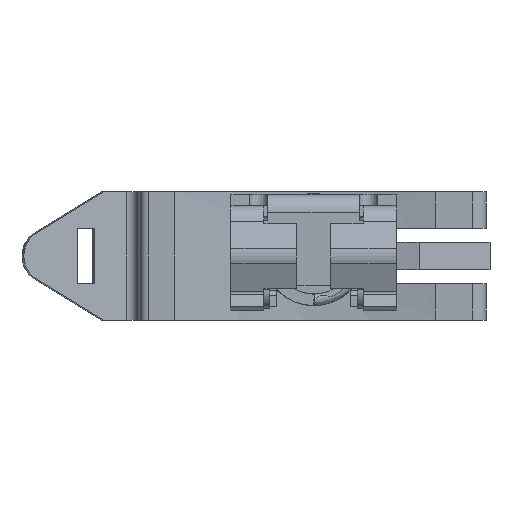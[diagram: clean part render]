
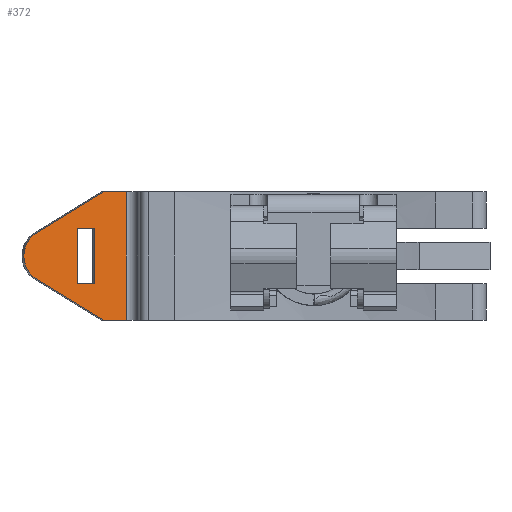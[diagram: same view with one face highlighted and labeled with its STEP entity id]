
A CAD part, front view. The second image highlights one B-rep face of the part: STEP entity #372.
In plain terms, the highlighted planar face has unit normal (0.257, -0.966, 0).
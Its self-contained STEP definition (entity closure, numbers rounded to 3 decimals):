
#106=FACE_BOUND('',#916,.T.);
#107=FACE_BOUND('',#917,.T.);
#189=CIRCLE('',#4374,2.908);
#200=CIRCLE('',#4396,2.908);
#372=ADVANCED_FACE('',(#106,#107),#579,.F.);
#579=PLANE('',#4397);
#916=EDGE_LOOP('',(#1918,#1919,#1920,#1921));
#917=EDGE_LOOP('',(#1922,#1923,#1924,#1925,#1926,#1927,#1928));
#1164=LINE('',#13492,#1515);
#1165=LINE('',#13495,#1516);
#1166=LINE('',#13497,#1517);
#1167=LINE('',#13499,#1518);
#1168=LINE('',#13500,#1519);
#1169=LINE('',#13504,#1520);
#1170=LINE('',#13506,#1521);
#1171=LINE('',#13508,#1522);
#1172=LINE('',#13510,#1523);
#1515=VECTOR('',#4785,1.);
#1516=VECTOR('',#4786,1.);
#1517=VECTOR('',#4787,1.);
#1518=VECTOR('',#4788,1.);
#1519=VECTOR('',#4789,1.);
#1520=VECTOR('',#4792,1.);
#1521=VECTOR('',#4793,1.);
#1522=VECTOR('',#4794,1.);
#1523=VECTOR('',#4795,1.);
#1918=ORIENTED_EDGE('',*,*,#3635,.T.);
#1919=ORIENTED_EDGE('',*,*,#3636,.T.);
#1920=ORIENTED_EDGE('',*,*,#3637,.T.);
#1921=ORIENTED_EDGE('',*,*,#3638,.T.);
#1922=ORIENTED_EDGE('',*,*,#3639,.F.);
#1923=ORIENTED_EDGE('',*,*,#3640,.F.);
#1924=ORIENTED_EDGE('',*,*,#3591,.F.);
#1925=ORIENTED_EDGE('',*,*,#3641,.F.);
#1926=ORIENTED_EDGE('',*,*,#3642,.T.);
#1927=ORIENTED_EDGE('',*,*,#3643,.F.);
#1928=ORIENTED_EDGE('',*,*,#3644,.F.);
#3159=VERTEX_POINT('',#13401);
#3160=VERTEX_POINT('',#13402);
#3196=VERTEX_POINT('',#13493);
#3197=VERTEX_POINT('',#13494);
#3198=VERTEX_POINT('',#13496);
#3199=VERTEX_POINT('',#13498);
#3200=VERTEX_POINT('',#13501);
#3201=VERTEX_POINT('',#13502);
#3202=VERTEX_POINT('',#13505);
#3203=VERTEX_POINT('',#13507);
#3204=VERTEX_POINT('',#13509);
#3591=EDGE_CURVE('',#3159,#3160,#189,.T.);
#3635=EDGE_CURVE('',#3196,#3197,#1164,.T.);
#3636=EDGE_CURVE('',#3197,#3198,#1165,.T.);
#3637=EDGE_CURVE('',#3198,#3199,#1166,.T.);
#3638=EDGE_CURVE('',#3199,#3196,#1167,.T.);
#3639=EDGE_CURVE('',#3200,#3201,#1168,.T.);
#3640=EDGE_CURVE('',#3160,#3200,#200,.T.);
#3641=EDGE_CURVE('',#3202,#3159,#1169,.T.);
#3642=EDGE_CURVE('',#3202,#3203,#1170,.T.);
#3643=EDGE_CURVE('',#3204,#3203,#1171,.T.);
#3644=EDGE_CURVE('',#3201,#3204,#1172,.T.);
#4374=AXIS2_PLACEMENT_3D('',#13400,#4708,#4709);
#4396=AXIS2_PLACEMENT_3D('',#13503,#4790,#4791);
#4397=AXIS2_PLACEMENT_3D('',#13511,#4796,#4797);
#4708=DIRECTION('',(-0.257,0.966,0.));
#4709=DIRECTION('',(-0.966,-0.257,0.));
#4785=DIRECTION('',(-0.966,-0.257,0.));
#4786=DIRECTION('',(0.,0.,1.));
#4787=DIRECTION('',(0.966,0.257,0.));
#4788=DIRECTION('',(0.,0.,-1.));
#4789=DIRECTION('',(0.831,0.221,0.511));
#4790=DIRECTION('',(-0.257,0.966,0.));
#4791=DIRECTION('',(-0.966,-0.257,0.));
#4792=DIRECTION('',(-0.831,-0.221,0.511));
#4793=DIRECTION('',(0.966,0.257,0.));
#4794=DIRECTION('',(0.,0.,-1.));
#4795=DIRECTION('',(0.966,0.257,0.));
#4796=DIRECTION('',(-0.257,0.966,0.));
#4797=DIRECTION('',(-0.966,-0.257,0.));
#13400=CARTESIAN_POINT('',(-72.487,-8.599,58.682));
#13401=CARTESIAN_POINT('',(-73.922,-8.981,56.182));
#13402=CARTESIAN_POINT('',(-75.297,-9.347,58.682));
#13492=CARTESIAN_POINT('',(-64.154,-6.381,55.682));
#13493=CARTESIAN_POINT('',(-67.566,-7.289,55.682));
#13494=CARTESIAN_POINT('',(-69.499,-7.804,55.682));
#13495=CARTESIAN_POINT('',(-69.499,-7.804,65.682));
#13496=CARTESIAN_POINT('',(-69.499,-7.804,61.682));
#13497=CARTESIAN_POINT('',(-64.154,-6.381,61.682));
#13498=CARTESIAN_POINT('',(-67.566,-7.289,61.682));
#13499=CARTESIAN_POINT('',(-67.566,-7.289,65.682));
#13500=CARTESIAN_POINT('',(-64.792,-6.55,66.793));
#13501=CARTESIAN_POINT('',(-73.922,-8.981,61.182));
#13502=CARTESIAN_POINT('',(-66.6,-7.032,65.682));
#13503=CARTESIAN_POINT('',(-72.487,-8.599,58.682));
#13504=CARTESIAN_POINT('',(-70.732,-8.132,54.221));
#13505=CARTESIAN_POINT('',(-66.6,-7.032,51.682));
#13506=CARTESIAN_POINT('',(-64.154,-6.381,51.682));
#13507=CARTESIAN_POINT('',(-64.154,-6.381,51.682));
#13508=CARTESIAN_POINT('',(-64.154,-6.381,65.682));
#13509=CARTESIAN_POINT('',(-64.154,-6.381,65.682));
#13510=CARTESIAN_POINT('',(-64.154,-6.381,65.682));
#13511=CARTESIAN_POINT('',(-64.154,-6.381,65.682));
